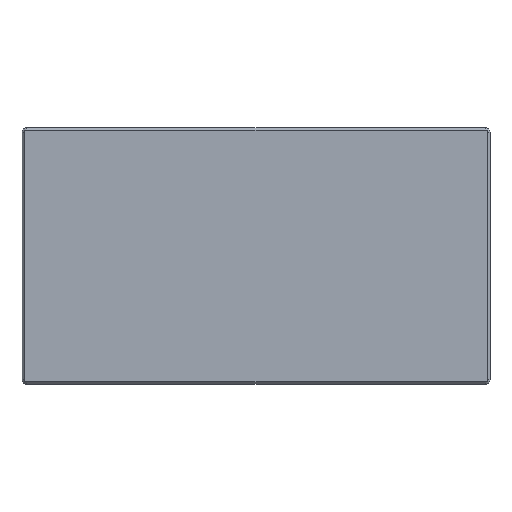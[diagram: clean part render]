
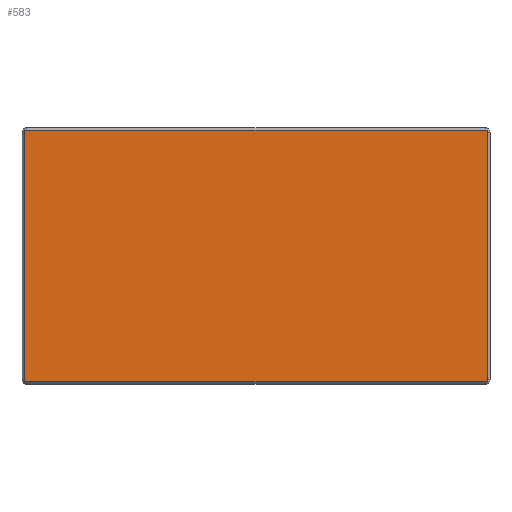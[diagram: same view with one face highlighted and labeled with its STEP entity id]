
A CAD part, front view. The second image highlights one B-rep face of the part: STEP entity #583.
In plain terms, the highlighted planar face has unit normal (0, -1, 0).
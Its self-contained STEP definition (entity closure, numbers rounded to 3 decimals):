
#27=PLANE('',#629);
#59=FACE_OUTER_BOUND('',#93,.T.);
#93=EDGE_LOOP('',(#451,#452,#453,#454,#455,#456,#457,#458));
#118=CIRCLE('',#609,0.4);
#120=CIRCLE('',#613,0.4);
#122=CIRCLE('',#617,0.4);
#124=CIRCLE('',#621,0.4);
#131=LINE('',#829,#201);
#135=LINE('',#841,#205);
#139=LINE('',#853,#209);
#143=LINE('',#864,#213);
#201=VECTOR('',#665,10.);
#205=VECTOR('',#677,10.);
#209=VECTOR('',#689,10.);
#213=VECTOR('',#701,10.);
#269=VERTEX_POINT('',#819);
#272=VERTEX_POINT('',#824);
#273=VERTEX_POINT('',#828);
#275=VERTEX_POINT('',#834);
#277=VERTEX_POINT('',#840);
#279=VERTEX_POINT('',#846);
#281=VERTEX_POINT('',#852);
#283=VERTEX_POINT('',#858);
#324=EDGE_CURVE('',#272,#269,#118,.T.);
#325=EDGE_CURVE('',#269,#273,#131,.T.);
#330=EDGE_CURVE('',#273,#275,#120,.T.);
#331=EDGE_CURVE('',#275,#277,#135,.T.);
#336=EDGE_CURVE('',#277,#279,#122,.T.);
#337=EDGE_CURVE('',#279,#281,#139,.T.);
#342=EDGE_CURVE('',#281,#283,#124,.T.);
#343=EDGE_CURVE('',#283,#272,#143,.T.);
#451=ORIENTED_EDGE('',*,*,#324,.F.);
#452=ORIENTED_EDGE('',*,*,#343,.F.);
#453=ORIENTED_EDGE('',*,*,#342,.F.);
#454=ORIENTED_EDGE('',*,*,#337,.F.);
#455=ORIENTED_EDGE('',*,*,#336,.F.);
#456=ORIENTED_EDGE('',*,*,#331,.F.);
#457=ORIENTED_EDGE('',*,*,#330,.F.);
#458=ORIENTED_EDGE('',*,*,#325,.F.);
#583=ADVANCED_FACE('',(#59),#27,.T.);
#609=AXIS2_PLACEMENT_3D('',#826,#661,#662);
#613=AXIS2_PLACEMENT_3D('',#838,#673,#674);
#617=AXIS2_PLACEMENT_3D('',#850,#685,#686);
#621=AXIS2_PLACEMENT_3D('',#862,#697,#698);
#629=AXIS2_PLACEMENT_3D('',#884,#722,#723);
#661=DIRECTION('center_axis',(0.,1.,0.));
#662=DIRECTION('ref_axis',(0.707,0.,0.707));
#665=DIRECTION('',(0.,0.,-1.));
#673=DIRECTION('center_axis',(0.,1.,0.));
#674=DIRECTION('ref_axis',(0.707,0.,-0.707));
#677=DIRECTION('',(-1.,0.,0.));
#685=DIRECTION('center_axis',(0.,1.,0.));
#686=DIRECTION('ref_axis',(-0.707,0.,-0.707));
#689=DIRECTION('',(0.,0.,1.));
#697=DIRECTION('center_axis',(0.,1.,0.));
#698=DIRECTION('ref_axis',(-0.707,0.,0.707));
#701=DIRECTION('',(1.,0.,0.));
#722=DIRECTION('center_axis',(0.,-1.,0.));
#723=DIRECTION('ref_axis',(0.,0.,-1.));
#819=CARTESIAN_POINT('',(39.45,-2.,-28.95));
#824=CARTESIAN_POINT('',(39.05,-2.,-28.55));
#826=CARTESIAN_POINT('Origin',(39.05,-2.,-28.95));
#828=CARTESIAN_POINT('',(39.45,-2.,-71.05));
#829=CARTESIAN_POINT('',(39.45,-2.,-61.));
#834=CARTESIAN_POINT('',(39.05,-2.,-71.45));
#838=CARTESIAN_POINT('Origin',(39.05,-2.,-71.05));
#840=CARTESIAN_POINT('',(-39.05,-2.,-71.45));
#841=CARTESIAN_POINT('',(-20.,-2.,-71.45));
#846=CARTESIAN_POINT('',(-39.45,-2.,-71.05));
#850=CARTESIAN_POINT('Origin',(-39.05,-2.,-71.05));
#852=CARTESIAN_POINT('',(-39.45,-2.,-28.95));
#853=CARTESIAN_POINT('',(-39.45,-2.,-39.));
#858=CARTESIAN_POINT('',(-39.05,-2.,-28.55));
#862=CARTESIAN_POINT('Origin',(-39.05,-2.,-28.95));
#864=CARTESIAN_POINT('',(20.,-2.,-28.55));
#884=CARTESIAN_POINT('Origin',(0.,-2.,-50.));
